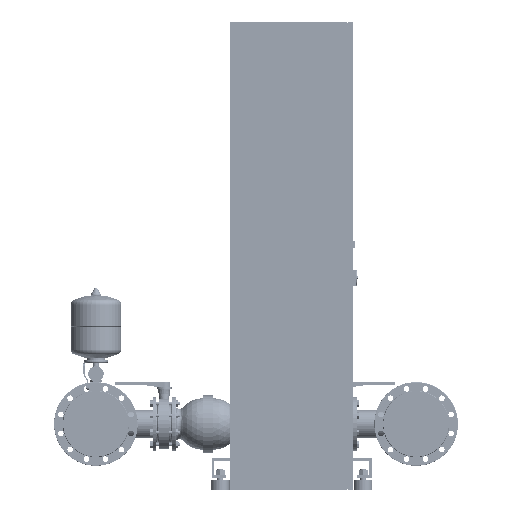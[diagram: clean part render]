
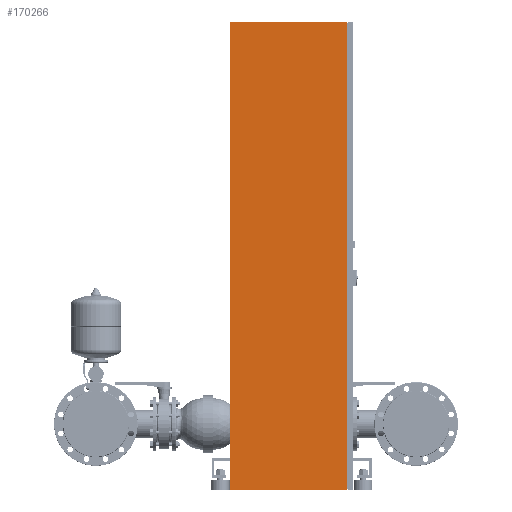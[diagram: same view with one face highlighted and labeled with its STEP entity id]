
A CAD part, left-side view. The second image highlights one B-rep face of the part: STEP entity #170266.
In plain terms, the highlighted planar face has unit normal (-1, 0, 0).
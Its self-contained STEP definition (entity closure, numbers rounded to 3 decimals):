
#170227=CARTESIAN_POINT('',(-950.0,250.0,0.0));
#170228=DIRECTION('',(-1.0,0.0,0.0));
#170229=DIRECTION('',(0.0,-1.0,0.0));
#170230=AXIS2_PLACEMENT_3D('',#170227,#170228,#170229);
#170231=PLANE('',#170230);
#170232=CARTESIAN_POINT('',(-950.0,-225.0,0.));
#170233=VERTEX_POINT('',#170232);
#170234=CARTESIAN_POINT('',(-950.,-225.,1900.0));
#170235=VERTEX_POINT('',#170234);
#170236=CARTESIAN_POINT('',(-950.0,-225.0,0.));
#170237=DIRECTION('',(0.0,0.0,1.0));
#170238=VECTOR('',#170237,1900.0);
#170239=LINE('',#170236,#170238);
#170240=EDGE_CURVE('',#170233,#170235,#170239,.T.);
#170241=ORIENTED_EDGE('',*,*,#170240,.T.);
#170242=CARTESIAN_POINT('',(-950.,250.,1900.0));
#170243=VERTEX_POINT('',#170242);
#170244=CARTESIAN_POINT('',(-950.,250.,1900.0));
#170245=DIRECTION('',(0.0,-1.0,0.0));
#170246=VECTOR('',#170245,475.0);
#170247=LINE('',#170244,#170246);
#170248=EDGE_CURVE('',#170243,#170235,#170247,.T.);
#170249=ORIENTED_EDGE('',*,*,#170248,.F.);
#170250=CARTESIAN_POINT('',(-950.0,250.0,0.0));
#170251=VERTEX_POINT('',#170250);
#170252=CARTESIAN_POINT('',(-950.,250.,1900.0));
#170253=DIRECTION('',(0.0,0.0,-1.0));
#170254=VECTOR('',#170253,1900.0);
#170255=LINE('',#170252,#170254);
#170256=EDGE_CURVE('',#170243,#170251,#170255,.T.);
#170257=ORIENTED_EDGE('',*,*,#170256,.T.);
#170258=CARTESIAN_POINT('',(-950.0,250.0,0.0));
#170259=DIRECTION('',(0.0,-1.0,0.0));
#170260=VECTOR('',#170259,475.0);
#170261=LINE('',#170258,#170260);
#170262=EDGE_CURVE('',#170251,#170233,#170261,.T.);
#170263=ORIENTED_EDGE('',*,*,#170262,.T.);
#170264=EDGE_LOOP('',(#170241,#170249,#170257,#170263));
#170265=FACE_OUTER_BOUND('',#170264,.T.);
#170266=ADVANCED_FACE('',(#170265),#170231,.T.);
